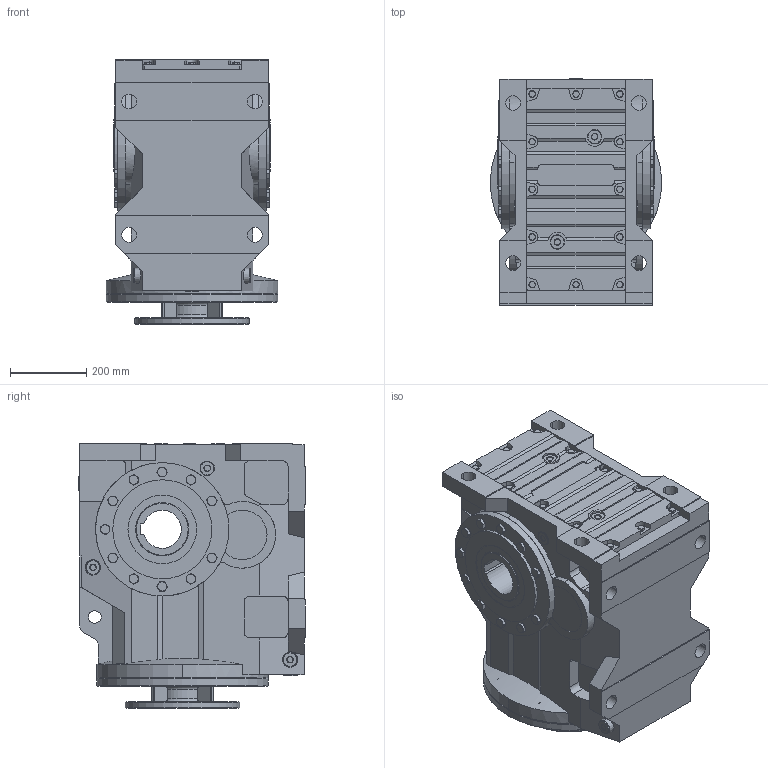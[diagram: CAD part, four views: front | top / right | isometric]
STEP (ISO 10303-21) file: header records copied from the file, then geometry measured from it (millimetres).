
FILE_DESCRIPTION(('Open CASCADE Model'),'2;1');
FILE_NAME('Open CASCADE Shape Model','2024-07-23T11:06:26',('Author'),( 'Open CASCADE'),'Open CASCADE STEP processor 7.6','Open CASCADE 7.6' ,'Unknown');
FILE_SCHEMA(('AUTOMOTIVE_DESIGN { 1 0 10303 214 1 1 1 1 }'));
Length unit declared in the file: millimetre
Products named in the file (10): Open CASCADE STEP translator 7.6 1; Open CASCADE STEP translator 7.6 1.1; Open CASCADE STEP translator 7.6 1.1.1; Open CASCADE STEP translator 7.6 1.1.2; Open CASCADE STEP translator 7.6 1.2; Open CASCADE STEP translator 7.6 1.2.1; Open CASCADE STEP translator 7.6 1.2.2; Open CASCADE STEP translator 7.6 1.3; Open CASCADE STEP translator 7.6 1.4; Open CASCADE STEP translator 7.6 1.5
Assembly tree (9 placements, depth 3):
  Open CASCADE STEP translator 7.6 1
    Open CASCADE STEP translator 7.6 1.1
      Open CASCADE STEP translator 7.6 1.1.1
      Open CASCADE STEP translator 7.6 1.1.2
    Open CASCADE STEP translator 7.6 1.2
      Open CASCADE STEP translator 7.6 1.2.1
      Open CASCADE STEP translator 7.6 1.2.2
    Open CASCADE STEP translator 7.6 1.3
    Open CASCADE STEP translator 7.6 1.4
    Open CASCADE STEP translator 7.6 1.5
Bounding box: 450 x 594 x 695 mm (x, y, z)
Volume: 47046191.7 mm3; surface area: 4917671.2 mm2
Topology: 7 solids, 9 shells, 1648 faces, 3948 edges, 2439 vertices
Faces by surface type: plane 781, cylinder 455, cone 400, torus 10, sphere 2
Full cylindrical faces by diameter (mm): 10.2 x2, 14 x4, 18 x8, 21 x1, 22 x24, 30 x1, 35 x1, 47 x1, 52 x2, 55 x2, 62 x1, 63 x2, 86 x1, 90 x1, 100 x3, 103.5 x1, 124 x1, 140 x4, 145 x2, 150 x1, 175 x2, 180 x4, 230 x1, 238 x2, 250 x2, 260 x2, 300 x1, 330 x1, 350 x3, 450 x1
Entity records: 120373 total; most frequent: CARTESIAN_POINT 43903, DIRECTION 13875, ORIENTED_EDGE 7726, PCURVE 7726, DEFINITIONAL_REPRESENTATION 7726, LINE 7253, VECTOR 7253, EDGE_CURVE 3863
